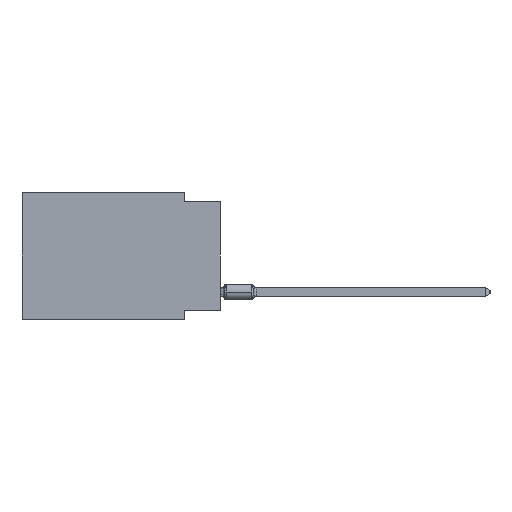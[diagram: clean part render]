
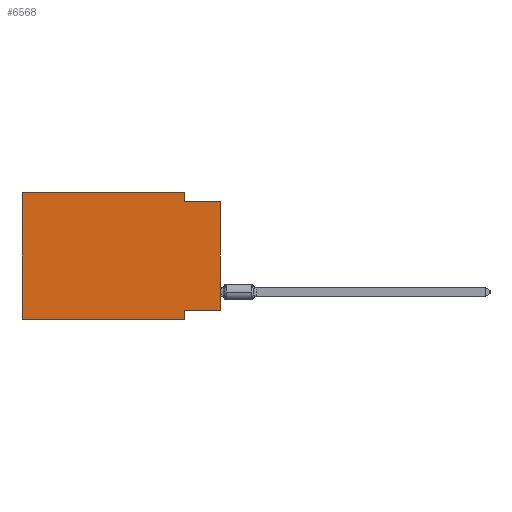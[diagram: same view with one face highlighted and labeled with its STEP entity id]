
A CAD part, left-side view. The second image highlights one B-rep face of the part: STEP entity #6568.
In plain terms, the highlighted planar face has unit normal (-1, 0, 0).
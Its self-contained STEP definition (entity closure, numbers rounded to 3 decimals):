
#403 = CARTESIAN_POINT ( 'NONE',  ( 0., 2.54, 0. ) ) ;
#1997 = ORIENTED_EDGE ( 'NONE', *, *, #14377, .F. ) ;
#2270 = ORIENTED_EDGE ( 'NONE', *, *, #22484, .T. ) ;
#2271 = ORIENTED_EDGE ( 'NONE', *, *, #13039, .F. ) ;
#2863 = DIRECTION ( 'NONE',  ( 0., 0., -1. ) ) ;
#3016 = VECTOR ( 'NONE', #16811, 1000. ) ;
#3963 = VERTEX_POINT ( 'NONE', #17164 ) ;
#5730 = LINE ( 'NONE', #21909, #18773 ) ;
#5753 = EDGE_CURVE ( 'NONE', #9339, #27704, #7463, .T. ) ;
#5781 = VERTEX_POINT ( 'NONE', #21486 ) ;
#6182 = VERTEX_POINT ( 'NONE', #23917 ) ;
#6533 = VECTOR ( 'NONE', #24593, 1000. ) ;
#6568 = ADVANCED_FACE ( 'NONE', ( #18501 ), #28209, .F. ) ;
#7097 = DIRECTION ( 'NONE',  ( 1., 0., 0. ) ) ;
#7221 = LINE ( 'NONE', #18919, #29509 ) ;
#7249 = CARTESIAN_POINT ( 'NONE',  ( 0., 13.97, 0. ) ) ;
#7326 = CARTESIAN_POINT ( 'NONE',  ( 0., 13.97, 0. ) ) ;
#7463 = LINE ( 'NONE', #403, #21101 ) ;
#7545 = DIRECTION ( 'NONE',  ( 0., 0., -1. ) ) ;
#8351 = CARTESIAN_POINT ( 'NONE',  ( 0., 0., -0.635 ) ) ;
#8486 = CARTESIAN_POINT ( 'NONE',  ( 0., 2.54, -0.635 ) ) ;
#8649 = DIRECTION ( 'NONE',  ( 0., -1., 0. ) ) ;
#9339 = VERTEX_POINT ( 'NONE', #12359 ) ;
#9560 = DIRECTION ( 'NONE',  ( 0., -1., 0. ) ) ;
#10031 = CARTESIAN_POINT ( 'NONE',  ( 0., 2.54, -8.89 ) ) ;
#10187 = LINE ( 'NONE', #10031, #3016 ) ;
#11742 = CARTESIAN_POINT ( 'NONE',  ( 0., 0., 0. ) ) ;
#11963 = EDGE_CURVE ( 'NONE', #27632, #30039, #7221, .T. ) ;
#12359 = CARTESIAN_POINT ( 'NONE',  ( 0., 2.54, 0. ) ) ;
#12426 = VECTOR ( 'NONE', #9560, 1000. ) ;
#12725 = LINE ( 'NONE', #17343, #6533 ) ;
#12802 = DIRECTION ( 'NONE',  ( 0., -1., 0. ) ) ;
#13039 = EDGE_CURVE ( 'NONE', #30039, #6182, #10187, .T. ) ;
#14377 = EDGE_CURVE ( 'NONE', #27704, #3963, #19882, .T. ) ;
#14750 = ORIENTED_EDGE ( 'NONE', *, *, #11963, .F. ) ;
#15148 = AXIS2_PLACEMENT_3D ( 'NONE', #21567, #7097, #7545 ) ;
#15232 = EDGE_CURVE ( 'NONE', #5781, #15537, #12725, .T. ) ;
#15537 = VERTEX_POINT ( 'NONE', #7326 ) ;
#15798 = ORIENTED_EDGE ( 'NONE', *, *, #26200, .T. ) ;
#16811 = DIRECTION ( 'NONE',  ( 0., 0., -1. ) ) ;
#17164 = CARTESIAN_POINT ( 'NONE',  ( 0., 0., -0.635 ) ) ;
#17343 = CARTESIAN_POINT ( 'NONE',  ( 0., 13.97, 0. ) ) ;
#17418 = CARTESIAN_POINT ( 'NONE',  ( 0., 0., -8.255 ) ) ;
#18338 = CARTESIAN_POINT ( 'NONE',  ( 0., 2.54, -8.255 ) ) ;
#18501 = FACE_OUTER_BOUND ( 'NONE', #30184, .T. ) ;
#18558 = ORIENTED_EDGE ( 'NONE', *, *, #15232, .F. ) ;
#18773 = VECTOR ( 'NONE', #12802, 1000. ) ;
#18802 = LINE ( 'NONE', #7249, #12426 ) ;
#18919 = CARTESIAN_POINT ( 'NONE',  ( 0., 0., -8.255 ) ) ;
#19882 = LINE ( 'NONE', #8351, #21314 ) ;
#19919 = ORIENTED_EDGE ( 'NONE', *, *, #5753, .F. ) ;
#20841 = DIRECTION ( 'NONE',  ( 0., 0., 1. ) ) ;
#21101 = VECTOR ( 'NONE', #2863, 1000. ) ;
#21314 = VECTOR ( 'NONE', #8649, 1000. ) ;
#21486 = CARTESIAN_POINT ( 'NONE',  ( 0., 13.97, -8.89 ) ) ;
#21567 = CARTESIAN_POINT ( 'NONE',  ( 0., 13.97, 0. ) ) ;
#21909 = CARTESIAN_POINT ( 'NONE',  ( 0., 13.97, -8.89 ) ) ;
#22484 = EDGE_CURVE ( 'NONE', #5781, #6182, #5730, .T. ) ;
#22997 = LINE ( 'NONE', #11742, #28335 ) ;
#23898 = EDGE_CURVE ( 'NONE', #15537, #9339, #18802, .T. ) ;
#23917 = CARTESIAN_POINT ( 'NONE',  ( 0., 2.54, -8.89 ) ) ;
#24593 = DIRECTION ( 'NONE',  ( 0., 0., 1. ) ) ;
#24874 = ORIENTED_EDGE ( 'NONE', *, *, #23898, .F. ) ;
#25571 = DIRECTION ( 'NONE',  ( 0., 1., 0. ) ) ;
#26200 = EDGE_CURVE ( 'NONE', #27632, #3963, #22997, .T. ) ;
#27632 = VERTEX_POINT ( 'NONE', #17418 ) ;
#27704 = VERTEX_POINT ( 'NONE', #8486 ) ;
#28209 = PLANE ( 'NONE',  #15148 ) ;
#28335 = VECTOR ( 'NONE', #20841, 1000. ) ;
#29509 = VECTOR ( 'NONE', #25571, 1000. ) ;
#30039 = VERTEX_POINT ( 'NONE', #18338 ) ;
#30184 = EDGE_LOOP ( 'NONE', ( #15798, #1997, #19919, #24874, #18558, #2270, #2271, #14750 ) ) ;
